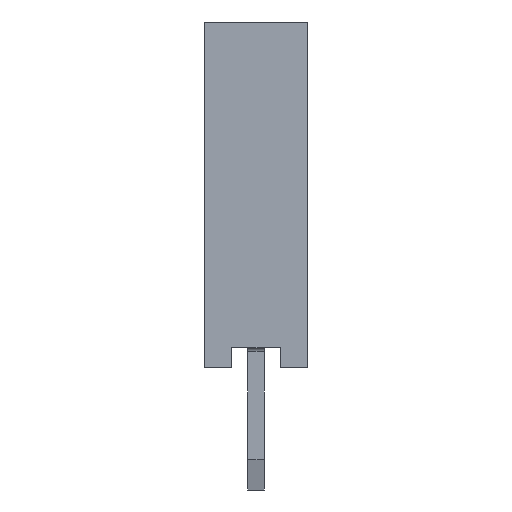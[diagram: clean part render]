
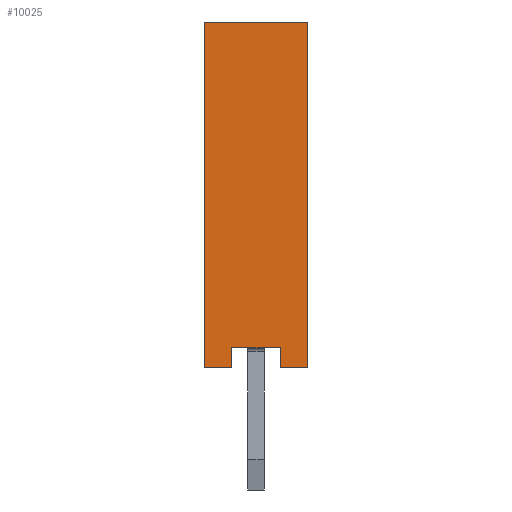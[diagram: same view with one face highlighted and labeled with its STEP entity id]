
A CAD part, left-side view. The second image highlights one B-rep face of the part: STEP entity #10025.
In plain terms, the highlighted planar face has unit normal (-1, 0, 0).
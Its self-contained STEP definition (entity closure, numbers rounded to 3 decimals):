
#10025=ADVANCED_FACE('',(#21563),#21565,.T.);
#21563=FACE_BOUND('',#21564,.T.);
#21564=EDGE_LOOP('',(#31009,#31010,#31011,#31012,#31013,#31014,#31015,#31016));
#21565=PLANE('',#21566);
#21566=AXIS2_PLACEMENT_3D('',#21567,#21568,#21569);
#21567=CARTESIAN_POINT('',(-1.27,1.27,0.));
#21568=DIRECTION('',(-1.,0.,0.));
#21569=DIRECTION('',(0.,-1.,0.));
#31009=ORIENTED_EDGE('',*,*,#36591,.T.);
#31010=ORIENTED_EDGE('',*,*,#36592,.T.);
#31011=ORIENTED_EDGE('',*,*,#36593,.T.);
#31012=ORIENTED_EDGE('',*,*,#36594,.F.);
#31013=ORIENTED_EDGE('',*,*,#36595,.F.);
#31014=ORIENTED_EDGE('',*,*,#36596,.T.);
#31015=ORIENTED_EDGE('',*,*,#36597,.T.);
#31016=ORIENTED_EDGE('',*,*,#34797,.T.);
#34797=EDGE_CURVE('',#40585,#40586,#40587,.T.);
#36591=EDGE_CURVE('',#40586,#43255,#43256,.F.);
#36592=EDGE_CURVE('',#43255,#43257,#43258,.T.);
#36593=EDGE_CURVE('',#43257,#43259,#43260,.T.);
#36594=EDGE_CURVE('',#43261,#43259,#43262,.T.);
#36595=EDGE_CURVE('',#43263,#43261,#43264,.T.);
#36596=EDGE_CURVE('',#43263,#43265,#43266,.T.);
#36597=EDGE_CURVE('',#43265,#40585,#43267,.F.);
#40585=VERTEX_POINT('',#51449);
#40586=VERTEX_POINT('',#51450);
#40587=LINE('',#51451,#51452);
#43255=VERTEX_POINT('',#57977);
#43256=LINE('',#57978,#57979);
#43257=VERTEX_POINT('',#57981);
#43258=LINE('',#57982,#57983);
#43259=VERTEX_POINT('',#57985);
#43260=LINE('',#57986,#57987);
#43261=VERTEX_POINT('',#57989);
#43262=LINE('',#57990,#57991);
#43263=VERTEX_POINT('',#57993);
#43264=LINE('',#57994,#57995);
#43265=VERTEX_POINT('',#57997);
#43266=LINE('',#57998,#57999);
#43267=LINE('',#58001,#58002);
#51449=CARTESIAN_POINT('',(-1.27,0.6,0.5));
#51450=CARTESIAN_POINT('',(-1.27,-0.6,0.5));
#51451=CARTESIAN_POINT('',(-1.27,0.6,0.5));
#51452=VECTOR('',#51453,1.);
#51453=DIRECTION('',(0.,-1.,0.));
#57977=CARTESIAN_POINT('',(-1.27,-0.6,0.));
#57978=CARTESIAN_POINT('',(-1.27,-0.6,0.));
#57979=VECTOR('',#57980,1.);
#57980=DIRECTION('',(0.,0.,1.));
#57981=CARTESIAN_POINT('',(-1.27,-1.27,0.));
#57982=CARTESIAN_POINT('',(-1.27,-0.6,0.));
#57983=VECTOR('',#57984,1.);
#57984=DIRECTION('',(0.,-1.,0.));
#57985=CARTESIAN_POINT('',(-1.27,-1.27,8.5));
#57986=CARTESIAN_POINT('',(-1.27,-1.27,0.));
#57987=VECTOR('',#57988,1.);
#57988=DIRECTION('',(0.,0.,1.));
#57989=CARTESIAN_POINT('',(-1.27,1.27,8.5));
#57990=CARTESIAN_POINT('',(-1.27,1.27,8.5));
#57991=VECTOR('',#57992,1.);
#57992=DIRECTION('',(0.,-1.,0.));
#57993=CARTESIAN_POINT('',(-1.27,1.27,0.));
#57994=CARTESIAN_POINT('',(-1.27,1.27,0.));
#57995=VECTOR('',#57996,1.);
#57996=DIRECTION('',(0.,0.,1.));
#57997=CARTESIAN_POINT('',(-1.27,0.6,0.));
#57998=CARTESIAN_POINT('',(-1.27,1.27,0.));
#57999=VECTOR('',#58000,1.);
#58000=DIRECTION('',(0.,-1.,0.));
#58001=CARTESIAN_POINT('',(-1.27,0.6,0.5));
#58002=VECTOR('',#58003,1.);
#58003=DIRECTION('',(0.,0.,-1.));
